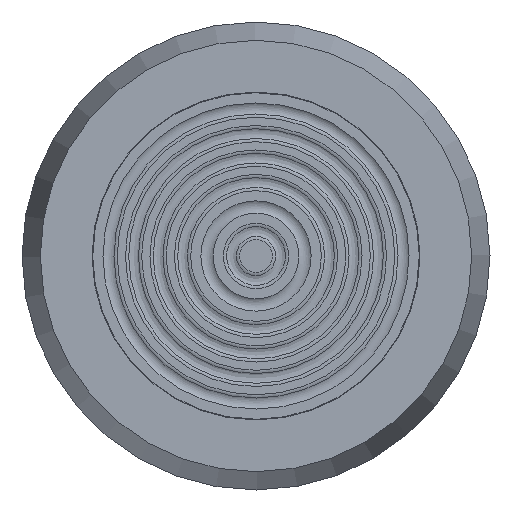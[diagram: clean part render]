
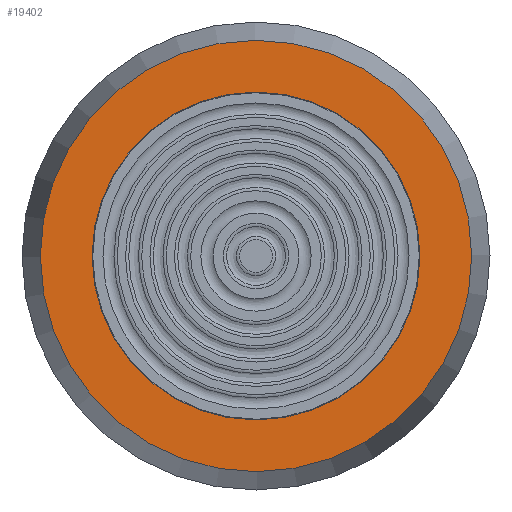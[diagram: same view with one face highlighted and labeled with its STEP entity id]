
A CAD part, left-side view. The second image highlights one B-rep face of the part: STEP entity #19402.
In plain terms, the highlighted planar face has unit normal (-1, 0, 0).
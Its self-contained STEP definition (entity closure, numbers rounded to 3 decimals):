
#247=FACE_BOUND('',#3213,.T.);
#947=PLANE('',#20712);
#2050=FACE_OUTER_BOUND('',#3212,.T.);
#3212=EDGE_LOOP('',(#17820));
#3213=EDGE_LOOP('',(#17821));
#3866=CIRCLE('',#20703,24.);
#3871=CIRCLE('',#20713,31.571);
#9034=VERTEX_POINT('',#62188);
#9036=VERTEX_POINT('',#62201);
#11972=EDGE_CURVE('',#9034,#9034,#3866,.T.);
#11978=EDGE_CURVE('',#9036,#9036,#3871,.T.);
#17820=ORIENTED_EDGE('',*,*,#11978,.F.);
#17821=ORIENTED_EDGE('',*,*,#11972,.T.);
#19402=ADVANCED_FACE('',(#2050,#247),#947,.T.);
#20703=AXIS2_PLACEMENT_3D('',#62189,#24037,#24038);
#20712=AXIS2_PLACEMENT_3D('',#62200,#24056,#24057);
#20713=AXIS2_PLACEMENT_3D('',#62202,#24058,#24059);
#24037=DIRECTION('center_axis',(1.,0.,0.));
#24038=DIRECTION('ref_axis',(0.,1.,0.));
#24056=DIRECTION('center_axis',(-1.,0.,0.));
#24057=DIRECTION('ref_axis',(0.,0.,1.));
#24058=DIRECTION('center_axis',(1.,0.,0.));
#24059=DIRECTION('ref_axis',(0.,0.,-1.));
#62188=CARTESIAN_POINT('',(-31.,-24.,0.));
#62189=CARTESIAN_POINT('Origin',(-31.,0.,0.));
#62200=CARTESIAN_POINT('Origin',(-31.,31.571,0.));
#62201=CARTESIAN_POINT('',(-31.,-31.571,0.));
#62202=CARTESIAN_POINT('Origin',(-31.,0.,0.));
